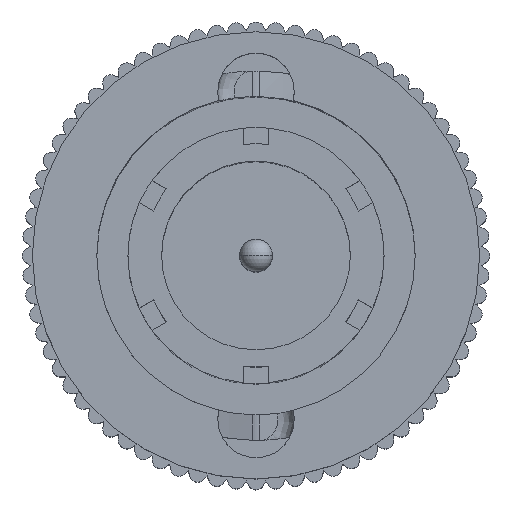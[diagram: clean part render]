
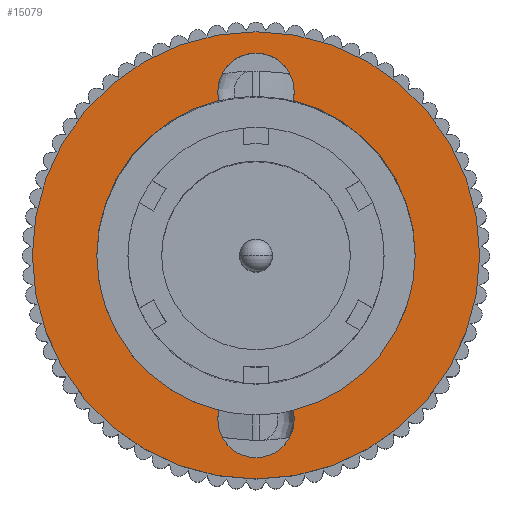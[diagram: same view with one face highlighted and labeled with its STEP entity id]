
A CAD part, top view. The second image highlights one B-rep face of the part: STEP entity #15079.
In plain terms, the highlighted planar face has unit normal (0, 0, 1).
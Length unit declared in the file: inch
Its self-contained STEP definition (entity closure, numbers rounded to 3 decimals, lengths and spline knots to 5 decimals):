
#1998 = CARTESIAN_POINT ( 'NONE',  ( 0.0465, 0.2, 0. ) ) ;
#3448 = EDGE_CURVE ( 'NONE', #3449, #3453, #12128, .T. ) ;
#3449 = VERTEX_POINT ( 'NONE', #12189 ) ;
#3453 = VERTEX_POINT ( 'NONE', #12179 ) ;
#3554 = EDGE_CURVE ( 'NONE', #3556, #10357, #12429, .T. ) ;
#3556 = VERTEX_POINT ( 'NONE', #12424 ) ;
#3850 = EDGE_CURVE ( 'NONE', #10357, #3851, #12453, .T. ) ;
#3851 = VERTEX_POINT ( 'NONE', #12502 ) ;
#3865 = VERTEX_POINT ( 'NONE', #12484 ) ;
#3951 = CARTESIAN_POINT ( 'NONE',  ( 0.194, 0., 0. ) ) ;
#4969 = DIRECTION ( 'NONE',  ( 1., 0., 0. ) ) ;
#4970 = DIRECTION ( 'NONE',  ( 0., 0., 1. ) ) ;
#4971 = CARTESIAN_POINT ( 'NONE',  ( 0., -0.2, 0. ) ) ;
#4972 = AXIS2_PLACEMENT_3D ( 'NONE', #4971, #4970, #4969 ) ;
#4973 = CIRCLE ( 'NONE', #4972, 0.0465 ) ;
#4974 = CARTESIAN_POINT ( 'NONE',  ( 0.0465, -0.2, 0. ) ) ;
#4984 = CARTESIAN_POINT ( 'NONE',  ( -0.0465, -0.2, 0. ) ) ;
#7393 = DIRECTION ( 'NONE',  ( 1., 0., 0. ) ) ;
#7394 = DIRECTION ( 'NONE',  ( 0., 0., 1. ) ) ;
#7395 = CARTESIAN_POINT ( 'NONE',  ( 0., -0.2, 0. ) ) ;
#7396 = AXIS2_PLACEMENT_3D ( 'NONE', #7395, #7394, #7393 ) ;
#7401 = CIRCLE ( 'NONE', #7396, 0.0465 ) ;
#7404 = DIRECTION ( 'NONE',  ( 1., 0., 0. ) ) ;
#7405 = DIRECTION ( 'NONE',  ( 0., 0., 1. ) ) ;
#7406 = CARTESIAN_POINT ( 'NONE',  ( 0., 0., 0. ) ) ;
#7407 = AXIS2_PLACEMENT_3D ( 'NONE', #7406, #7405, #7404 ) ;
#7408 = CIRCLE ( 'NONE', #7407, 0.194 ) ;
#7426 = DIRECTION ( 'NONE',  ( 1., 0., 0. ) ) ;
#7427 = DIRECTION ( 'NONE',  ( 0., 0., 1. ) ) ;
#7428 = CARTESIAN_POINT ( 'NONE',  ( 0.2725, 0., 0. ) ) ;
#7429 = AXIS2_PLACEMENT_3D ( 'NONE', #7428, #7427, #7426 ) ;
#7430 = PLANE ( 'NONE',  #7429 ) ;
#7431 = FACE_OUTER_BOUND ( 'NONE', #15064, .T. ) ;
#7432 = FACE_BOUND ( 'NONE', #15047, .T. ) ;
#7444 = DIRECTION ( 'NONE',  ( -1., 0., 0. ) ) ;
#7445 = DIRECTION ( 'NONE',  ( 0., 0., 1. ) ) ;
#7446 = CARTESIAN_POINT ( 'NONE',  ( 0., 0.2, 0. ) ) ;
#7447 = AXIS2_PLACEMENT_3D ( 'NONE', #7446, #7445, #7444 ) ;
#7448 = CIRCLE ( 'NONE', #7447, 0.0465 ) ;
#7449 = DIRECTION ( 'NONE',  ( 1., 0., 0. ) ) ;
#7450 = DIRECTION ( 'NONE',  ( 0., 0., 1. ) ) ;
#7451 = CARTESIAN_POINT ( 'NONE',  ( 0., 0., 0. ) ) ;
#7452 = AXIS2_PLACEMENT_3D ( 'NONE', #7451, #7450, #7449 ) ;
#7453 = CIRCLE ( 'NONE', #7452, 0.2725 ) ;
#8085 = CARTESIAN_POINT ( 'NONE',  ( 0., 0.2, 0. ) ) ;
#8086 = AXIS2_PLACEMENT_3D ( 'NONE', #8085, #8190, #8188 ) ;
#8088 = CIRCLE ( 'NONE', #8086, 0.0465 ) ;
#8188 = DIRECTION ( 'NONE',  ( -1., 0., 0. ) ) ;
#8190 = DIRECTION ( 'NONE',  ( 0., 0., 1. ) ) ;
#8513 = CARTESIAN_POINT ( 'NONE',  ( -0.0465, 0.2, 0. ) ) ;
#8753 = VERTEX_POINT ( 'NONE', #11257 ) ;
#8809 = EDGE_CURVE ( 'NONE', #3865, #8753, #11256, .T. ) ;
#8883 = CARTESIAN_POINT ( 'NONE',  ( -0.0451, 0.18868, 0. ) ) ;
#8884 = DIRECTION ( 'NONE',  ( -1., 0., 0. ) ) ;
#8885 = DIRECTION ( 'NONE',  ( 0., 0., 1. ) ) ;
#8886 = CARTESIAN_POINT ( 'NONE',  ( 0., 0.2, 0. ) ) ;
#8887 = AXIS2_PLACEMENT_3D ( 'NONE', #8886, #8885, #8884 ) ;
#8888 = CIRCLE ( 'NONE', #8887, 0.0465 ) ;
#10044 = DIRECTION ( 'NONE',  ( 1., 0., 0. ) ) ;
#10045 = DIRECTION ( 'NONE',  ( 0., 0., 1. ) ) ;
#10046 = AXIS2_PLACEMENT_3D ( 'NONE', #10053, #10045, #10044 ) ;
#10047 = CIRCLE ( 'NONE', #10046, 0.0465 ) ;
#10053 = CARTESIAN_POINT ( 'NONE',  ( 0., -0.2, 0. ) ) ;
#10357 = VERTEX_POINT ( 'NONE', #3951 ) ;
#11252 = DIRECTION ( 'NONE',  ( 1., 0., 0. ) ) ;
#11253 = DIRECTION ( 'NONE',  ( 0., 0., 1. ) ) ;
#11254 = CARTESIAN_POINT ( 'NONE',  ( 0., 0., 0. ) ) ;
#11255 = AXIS2_PLACEMENT_3D ( 'NONE', #11254, #11253, #11252 ) ;
#11256 = CIRCLE ( 'NONE', #11255, 0.194 ) ;
#11257 = CARTESIAN_POINT ( 'NONE',  ( -0.0451, -0.18868, 0. ) ) ;
#11482 = VERTEX_POINT ( 'NONE', #4984 ) ;
#11491 = VERTEX_POINT ( 'NONE', #4974 ) ;
#11495 = EDGE_CURVE ( 'NONE', #11482, #11491, #4973, .T. ) ;
#12127 = CARTESIAN_POINT ( 'NONE',  ( 0., 0., 0. ) ) ;
#12128 = CIRCLE ( 'NONE', #12192, 0.2725 ) ;
#12179 = CARTESIAN_POINT ( 'NONE',  ( -0.2725, 0., 0. ) ) ;
#12189 = CARTESIAN_POINT ( 'NONE',  ( 0.2725, 0., 0. ) ) ;
#12190 = DIRECTION ( 'NONE',  ( 1., 0., 0. ) ) ;
#12191 = DIRECTION ( 'NONE',  ( 0., 0., 1. ) ) ;
#12192 = AXIS2_PLACEMENT_3D ( 'NONE', #12127, #12191, #12190 ) ;
#12424 = CARTESIAN_POINT ( 'NONE',  ( 0.0451, -0.18868, 0. ) ) ;
#12425 = DIRECTION ( 'NONE',  ( 1., 0., 0. ) ) ;
#12426 = DIRECTION ( 'NONE',  ( 0., 0., 1. ) ) ;
#12427 = CARTESIAN_POINT ( 'NONE',  ( 0., 0., 0. ) ) ;
#12428 = AXIS2_PLACEMENT_3D ( 'NONE', #12427, #12426, #12425 ) ;
#12429 = CIRCLE ( 'NONE', #12428, 0.194 ) ;
#12453 = CIRCLE ( 'NONE', #12506, 0.194 ) ;
#12484 = CARTESIAN_POINT ( 'NONE',  ( -0.194, 0., 0. ) ) ;
#12502 = CARTESIAN_POINT ( 'NONE',  ( 0.0451, 0.18868, 0. ) ) ;
#12503 = DIRECTION ( 'NONE',  ( 1., 0., 0. ) ) ;
#12504 = DIRECTION ( 'NONE',  ( 0., 0., 1. ) ) ;
#12505 = CARTESIAN_POINT ( 'NONE',  ( 0., 0., 0. ) ) ;
#12506 = AXIS2_PLACEMENT_3D ( 'NONE', #12505, #12504, #12503 ) ;
#13804 = VERTEX_POINT ( 'NONE', #1998 ) ;
#15045 = ORIENTED_EDGE ( 'NONE', *, *, #15046, .F. ) ;
#15046 = EDGE_CURVE ( 'NONE', #15499, #3865, #7408, .T. ) ;
#15047 = EDGE_LOOP ( 'NONE', ( #15045, #15065, #15055, #15069, #15067, #15058, #15056, #15071, #15060, #15063 ) ) ;
#15051 = EDGE_CURVE ( 'NONE', #8753, #11482, #7401, .T. ) ;
#15053 = ORIENTED_EDGE ( 'NONE', *, *, #3448, .T. ) ;
#15055 = ORIENTED_EDGE ( 'NONE', *, *, #15360, .F. ) ;
#15056 = ORIENTED_EDGE ( 'NONE', *, *, #16045, .F. ) ;
#15058 = ORIENTED_EDGE ( 'NONE', *, *, #3554, .F. ) ;
#15060 = ORIENTED_EDGE ( 'NONE', *, *, #15051, .F. ) ;
#15061 = EDGE_CURVE ( 'NONE', #3453, #3449, #7453, .T. ) ;
#15062 = EDGE_CURVE ( 'NONE', #3851, #13804, #7448, .T. ) ;
#15063 = ORIENTED_EDGE ( 'NONE', *, *, #8809, .F. ) ;
#15064 = EDGE_LOOP ( 'NONE', ( #15053, #15066 ) ) ;
#15065 = ORIENTED_EDGE ( 'NONE', *, *, #15498, .F. ) ;
#15066 = ORIENTED_EDGE ( 'NONE', *, *, #15061, .T. ) ;
#15067 = ORIENTED_EDGE ( 'NONE', *, *, #3850, .F. ) ;
#15069 = ORIENTED_EDGE ( 'NONE', *, *, #15062, .F. ) ;
#15071 = ORIENTED_EDGE ( 'NONE', *, *, #11495, .F. ) ;
#15079 = ADVANCED_FACE ( 'NONE', ( #7432, #7431 ), #7430, .T. ) ;
#15360 = EDGE_CURVE ( 'NONE', #13804, #15456, #8088, .T. ) ;
#15456 = VERTEX_POINT ( 'NONE', #8513 ) ;
#15498 = EDGE_CURVE ( 'NONE', #15456, #15499, #8888, .T. ) ;
#15499 = VERTEX_POINT ( 'NONE', #8883 ) ;
#16045 = EDGE_CURVE ( 'NONE', #11491, #3556, #10047, .T. ) ;
